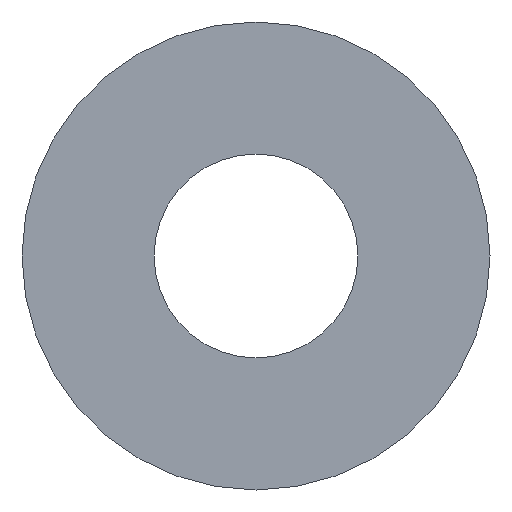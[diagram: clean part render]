
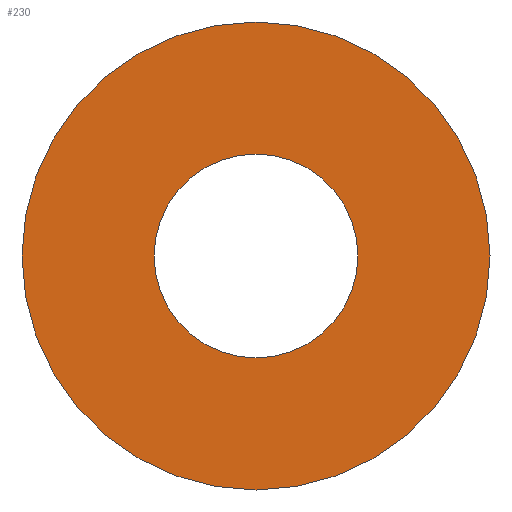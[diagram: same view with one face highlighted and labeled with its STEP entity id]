
A CAD part, front view. The second image highlights one B-rep face of the part: STEP entity #230.
In plain terms, the highlighted planar face has unit normal (0, -1, 0).
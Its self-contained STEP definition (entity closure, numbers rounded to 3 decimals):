
#8 = ORIENTED_EDGE ( 'NONE', *, *, #70, .T. ) ;
#12 = AXIS2_PLACEMENT_3D ( 'NONE', #72, #174, #79 ) ;
#26 = VERTEX_POINT ( 'NONE', #108 ) ;
#27 = EDGE_LOOP ( 'NONE', ( #180, #8 ) ) ;
#32 = ORIENTED_EDGE ( 'NONE', *, *, #216, .F. ) ;
#37 = CARTESIAN_POINT ( 'NONE',  ( 0., 0., 158.4 ) ) ;
#53 = DIRECTION ( 'NONE',  ( 0., 1., 0. ) ) ;
#66 = VERTEX_POINT ( 'NONE', #211 ) ;
#70 = EDGE_CURVE ( 'NONE', #164, #26, #148, .T. ) ;
#72 = CARTESIAN_POINT ( 'NONE',  ( 0., 0., 0. ) ) ;
#78 = CARTESIAN_POINT ( 'NONE',  ( 0., 0., 0. ) ) ;
#79 = DIRECTION ( 'NONE',  ( 0., 0., 1. ) ) ;
#90 = EDGE_CURVE ( 'NONE', #26, #164, #236, .T. ) ;
#94 = FACE_BOUND ( 'NONE', #27, .T. ) ;
#107 = EDGE_LOOP ( 'NONE', ( #241, #32 ) ) ;
#108 = CARTESIAN_POINT ( 'NONE',  ( 0., 0., -69. ) ) ;
#111 = CARTESIAN_POINT ( 'NONE',  ( 0., 0., 0. ) ) ;
#112 = DIRECTION ( 'NONE',  ( 0., 1., 0. ) ) ;
#114 = DIRECTION ( 'NONE',  ( 0., 0., 1. ) ) ;
#116 = DIRECTION ( 'NONE',  ( 0., 0., 1. ) ) ;
#117 = AXIS2_PLACEMENT_3D ( 'NONE', #132, #112, #192 ) ;
#129 = AXIS2_PLACEMENT_3D ( 'NONE', #170, #53, #116 ) ;
#130 = VERTEX_POINT ( 'NONE', #37 ) ;
#132 = CARTESIAN_POINT ( 'NONE',  ( 0., 0., 0. ) ) ;
#148 = CIRCLE ( 'NONE', #12, 69. ) ;
#149 = AXIS2_PLACEMENT_3D ( 'NONE', #78, #172, #210 ) ;
#154 = AXIS2_PLACEMENT_3D ( 'NONE', #111, #248, #114 ) ;
#155 = EDGE_CURVE ( 'NONE', #66, #130, #225, .T. ) ;
#164 = VERTEX_POINT ( 'NONE', #188 ) ;
#170 = CARTESIAN_POINT ( 'NONE',  ( 0., 0., 0. ) ) ;
#172 = DIRECTION ( 'NONE',  ( 0., 1., 0. ) ) ;
#174 = DIRECTION ( 'NONE',  ( 0., 1., 0. ) ) ;
#180 = ORIENTED_EDGE ( 'NONE', *, *, #90, .T. ) ;
#185 = PLANE ( 'NONE',  #149 ) ;
#187 = FACE_OUTER_BOUND ( 'NONE', #107, .T. ) ;
#188 = CARTESIAN_POINT ( 'NONE',  ( 0., 0., 69. ) ) ;
#191 = CIRCLE ( 'NONE', #117, 158.4 ) ;
#192 = DIRECTION ( 'NONE',  ( 0., 0., 1. ) ) ;
#210 = DIRECTION ( 'NONE',  ( 0., 0., 1. ) ) ;
#211 = CARTESIAN_POINT ( 'NONE',  ( 0., 0., -158.4 ) ) ;
#216 = EDGE_CURVE ( 'NONE', #130, #66, #191, .T. ) ;
#225 = CIRCLE ( 'NONE', #129, 158.4 ) ;
#230 = ADVANCED_FACE ( 'NONE', ( #187, #94 ), #185, .F. ) ;
#236 = CIRCLE ( 'NONE', #154, 69. ) ;
#241 = ORIENTED_EDGE ( 'NONE', *, *, #155, .F. ) ;
#248 = DIRECTION ( 'NONE',  ( 0., 1., 0. ) ) ;
